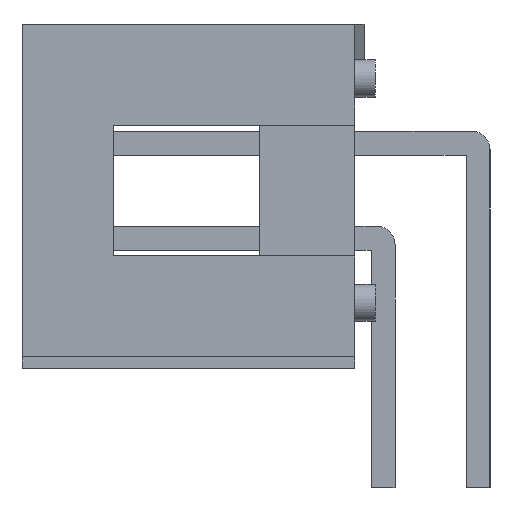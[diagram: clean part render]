
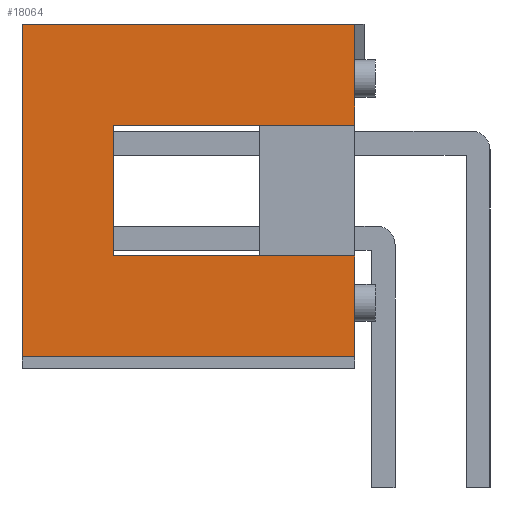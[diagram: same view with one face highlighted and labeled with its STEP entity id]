
A CAD part, left-side view. The second image highlights one B-rep face of the part: STEP entity #18064.
In plain terms, the highlighted planar face has unit normal (-1, 0, 0).
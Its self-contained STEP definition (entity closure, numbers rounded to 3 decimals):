
#16475=CARTESIAN_POINT('',(-29.21,8.48,6.5));
#16476=VERTEX_POINT('',#16475);
#16483=CARTESIAN_POINT('',(-29.21,8.48,3.));
#16484=VERTEX_POINT('',#16483);
#16485=CARTESIAN_POINT('',(-29.21,8.48,4.75));
#16486=DIRECTION('',(0.0,-0.0,1.0));
#16487=VECTOR('',#16486,1.0);
#16488=LINE('',#16485,#16487);
#16489=EDGE_CURVE('n� 1100',#16484,#16476,#16488,.T.);
#16513=CARTESIAN_POINT('',(-29.21,2.03,6.5));
#16514=VERTEX_POINT('',#16513);
#16521=CARTESIAN_POINT('',(-29.21,6.48,6.5));
#16522=DIRECTION('',(-0.0,-1.0,-0.0));
#16523=VECTOR('',#16522,1.0);
#16524=LINE('',#16521,#16523);
#16525=EDGE_CURVE('n� 1099',#16476,#16514,#16524,.T.);
#16537=CARTESIAN_POINT('',(-29.21,2.03,3.));
#16538=VERTEX_POINT('',#16537);
#16539=CARTESIAN_POINT('',(-29.21,6.48,3.));
#16540=DIRECTION('',(-0.0,1.0,0.));
#16541=VECTOR('',#16540,1.0);
#16542=LINE('',#16539,#16541);
#16543=EDGE_CURVE('n� 1093',#16538,#16484,#16542,.T.);
#17251=CARTESIAN_POINT('',(-29.21,10.93,0.3));
#17252=VERTEX_POINT('',#17251);
#17259=CARTESIAN_POINT('',(-29.21,10.93,9.2));
#17260=VERTEX_POINT('',#17259);
#17261=CARTESIAN_POINT('',(-29.21,10.93,4.75));
#17262=DIRECTION('',(-0.0,0.0,-1.0));
#17263=VECTOR('',#17262,1.0);
#17264=LINE('',#17261,#17263);
#17265=EDGE_CURVE('n� 1096',#17260,#17252,#17264,.T.);
#17991=CARTESIAN_POINT('',(-29.21,2.03,9.2));
#17992=VERTEX_POINT('',#17991);
#17993=CARTESIAN_POINT('',(-29.21,6.48,9.2));
#17994=DIRECTION('',(0.0,1.0,0.0));
#17995=VECTOR('',#17994,1.0);
#17996=LINE('',#17993,#17995);
#17997=EDGE_CURVE('n� 1097',#17992,#17260,#17996,.T.);
#18032=CARTESIAN_POINT('',(-29.21,2.03,0.3));
#18033=VERTEX_POINT('',#18032);
#18034=CARTESIAN_POINT('',(-29.21,2.03,4.6));
#18035=DIRECTION('',(0.0,0.0,-1.0));
#18036=VECTOR('',#18035,1.0);
#18037=LINE('',#18034,#18036);
#18038=EDGE_CURVE('n� 113',#16538,#18033,#18037,.T.);
#18039=ORIENTED_EDGE('',*,*,#18038,.F.);
#18040=ORIENTED_EDGE('',*,*,#16543,.T.);
#18041=ORIENTED_EDGE('',*,*,#16489,.T.);
#18042=ORIENTED_EDGE('',*,*,#16525,.T.);
#18043=CARTESIAN_POINT('',(-29.21,2.03,4.6));
#18044=DIRECTION('',(-0.0,0.0,-1.0));
#18045=VECTOR('',#18044,1.0);
#18046=LINE('',#18043,#18045);
#18047=EDGE_CURVE('n� 117',#17992,#16514,#18046,.T.);
#18048=ORIENTED_EDGE('',*,*,#18047,.F.);
#18049=ORIENTED_EDGE('',*,*,#17997,.T.);
#18050=ORIENTED_EDGE('',*,*,#17265,.T.);
#18051=CARTESIAN_POINT('',(-29.21,6.48,0.3));
#18052=DIRECTION('',(0.0,1.0,0.0));
#18053=VECTOR('',#18052,1.0);
#18054=LINE('',#18051,#18053);
#18055=EDGE_CURVE('n� 1074',#18033,#17252,#18054,.T.);
#18056=ORIENTED_EDGE('',*,*,#18055,.F.);
#18057=EDGE_LOOP('',(#18039,#18040,#18041,#18042,#18048,#18049,#18050,#18056));
#18058=FACE_OUTER_BOUND('',#18057,.T.);
#18059=CARTESIAN_POINT('',(-29.21,2.03,0.3));
#18060=DIRECTION('',(-1.0,0.0,0.0));
#18061=DIRECTION('',(0.0,-0.0,1.0));
#18062=AXIS2_PLACEMENT_3D('',#18059,#18060,#18061);
#18063=PLANE('',#18062);
#18064=ADVANCED_FACE('n� 1090',(#18058),#18063,.T.);
